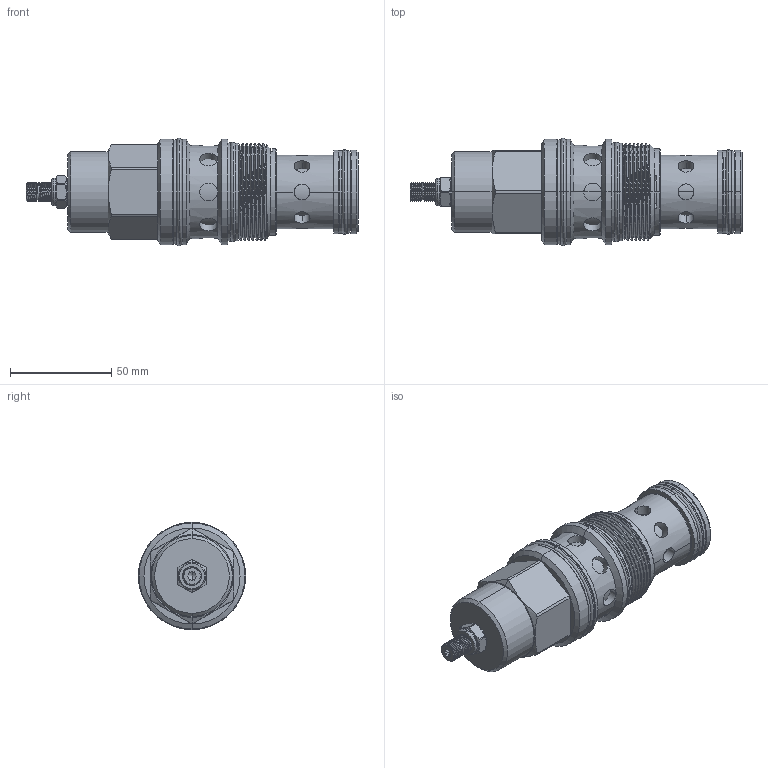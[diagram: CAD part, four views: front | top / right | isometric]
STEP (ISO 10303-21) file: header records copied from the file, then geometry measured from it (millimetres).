
FILE_DESCRIPTION (( 'STEP AP203' ), '1' );
FILE_NAME ('FR19A3F-L.STEP', '2020-04-15T01:26:50', ( '' ), ( '' ), 'SwSTEP 2.0', 'SolidWorks 2018', '' );
FILE_SCHEMA (( 'CONFIG_CONTROL_DESIGN' ));
Length unit declared in the file: millimetre
Products named in the file (1): FR19A3F-L
Bounding box: 164.35 x 53.11 x 53.11 mm (x, y, z)
Volume: 200477.7 mm3; surface area: 38946.4 mm2
Topology: 8 solids, 8 shells, 310 faces, 720 edges, 448 vertices
Faces by surface type: cylinder 166, plane 60, cone 39, torus 38, bspline 7
Entity records: 15386 total; most frequent: CARTESIAN_POINT 8482, ORIENTED_EDGE 1436, DIRECTION 1423, EDGE_CURVE 718, AXIS2_PLACEMENT_3D 584, VERTEX_POINT 448, EDGE_LOOP 346, FACE_OUTER_BOUND 310
